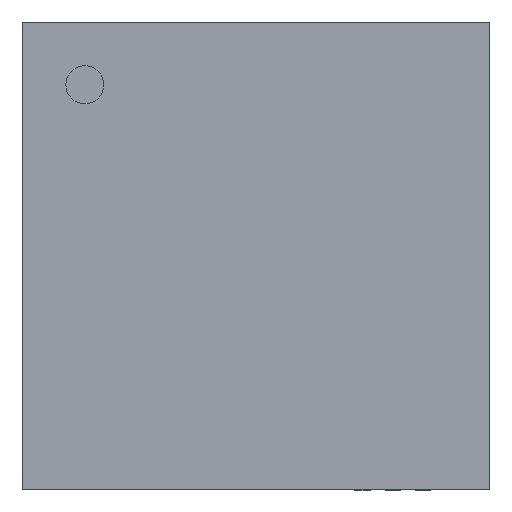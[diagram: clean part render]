
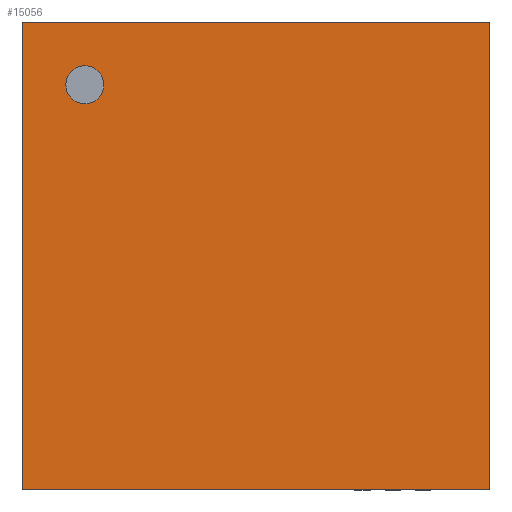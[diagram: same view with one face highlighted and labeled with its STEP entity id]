
A CAD part, top view. The second image highlights one B-rep face of the part: STEP entity #15056.
In plain terms, the highlighted planar face has unit normal (0, 0, 1).
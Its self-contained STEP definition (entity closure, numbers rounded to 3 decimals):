
#8023=CARTESIAN_POINT('',(-2.0,2.25,1.0));
#8024=VERTEX_POINT('',#8023);
#8033=CARTESIAN_POINT('',(-2.5,2.25,1.0));
#8034=VERTEX_POINT('',#8033);
#8035=CARTESIAN_POINT('',(-2.25,2.25,1.0));
#8036=DIRECTION('',(0.0,0.0,-1.0));
#8037=DIRECTION('',(1.0,0.0,0.0));
#8038=AXIS2_PLACEMENT_3D('',#8035,#8036,#8037);
#8039=CIRCLE('',#8038,0.25);
#8040=EDGE_CURVE('',#8034,#8024,#8039,.T.);
#8074=CARTESIAN_POINT('',(-2.25,2.25,1.0));
#8075=DIRECTION('',(0.0,0.0,-1.0));
#8076=DIRECTION('',(1.0,0.0,0.0));
#8077=AXIS2_PLACEMENT_3D('',#8074,#8075,#8076);
#8078=CIRCLE('',#8077,0.25);
#8079=EDGE_CURVE('',#8024,#8034,#8078,.T.);
#14422=CARTESIAN_POINT('',(3.075,3.075,1.0));
#14423=VERTEX_POINT('',#14422);
#14430=CARTESIAN_POINT('',(3.075,-3.075,1.0));
#14431=VERTEX_POINT('',#14430);
#14432=CARTESIAN_POINT('',(3.075,-3.075,1.0));
#14433=DIRECTION('',(0.0,1.0,0.0));
#14434=VECTOR('',#14433,6.15);
#14435=LINE('',#14432,#14434);
#14436=EDGE_CURVE('',#14431,#14423,#14435,.T.);
#14569=CARTESIAN_POINT('',(-3.075,-3.075,1.0));
#14570=VERTEX_POINT('',#14569);
#14571=CARTESIAN_POINT('',(-3.075,-3.075,1.0));
#14572=DIRECTION('',(1.0,0.0,0.0));
#14573=VECTOR('',#14572,6.15);
#14574=LINE('',#14571,#14573);
#14575=EDGE_CURVE('',#14570,#14431,#14574,.T.);
#15029=CARTESIAN_POINT('',(0.0,0.0,1.0));
#15030=DIRECTION('',(0.0,0.0,1.0));
#15031=DIRECTION('',(-1.0,0.0,0.0));
#15032=AXIS2_PLACEMENT_3D('',#15029,#15030,#15031);
#15033=PLANE('',#15032);
#15034=CARTESIAN_POINT('',(-3.075,3.075,1.0));
#15035=VERTEX_POINT('',#15034);
#15036=CARTESIAN_POINT('',(-3.075,3.075,1.0));
#15037=DIRECTION('',(0.0,-1.0,0.0));
#15038=VECTOR('',#15037,6.15);
#15039=LINE('',#15036,#15038);
#15040=EDGE_CURVE('',#15035,#14570,#15039,.T.);
#15041=ORIENTED_EDGE('',*,*,#15040,.T.);
#15042=ORIENTED_EDGE('',*,*,#14575,.T.);
#15043=ORIENTED_EDGE('',*,*,#14436,.T.);
#15044=CARTESIAN_POINT('',(3.075,3.075,1.0));
#15045=DIRECTION('',(-1.0,0.0,0.0));
#15046=VECTOR('',#15045,6.15);
#15047=LINE('',#15044,#15046);
#15048=EDGE_CURVE('',#14423,#15035,#15047,.T.);
#15049=ORIENTED_EDGE('',*,*,#15048,.T.);
#15050=EDGE_LOOP('',(#15041,#15042,#15043,#15049));
#15051=FACE_OUTER_BOUND('',#15050,.T.);
#15052=ORIENTED_EDGE('',*,*,#8079,.T.);
#15053=ORIENTED_EDGE('',*,*,#8040,.T.);
#15054=EDGE_LOOP('',(#15052,#15053));
#15055=FACE_BOUND('',#15054,.T.);
#15056=ADVANCED_FACE('',(#15051,#15055),#15033,.T.);
